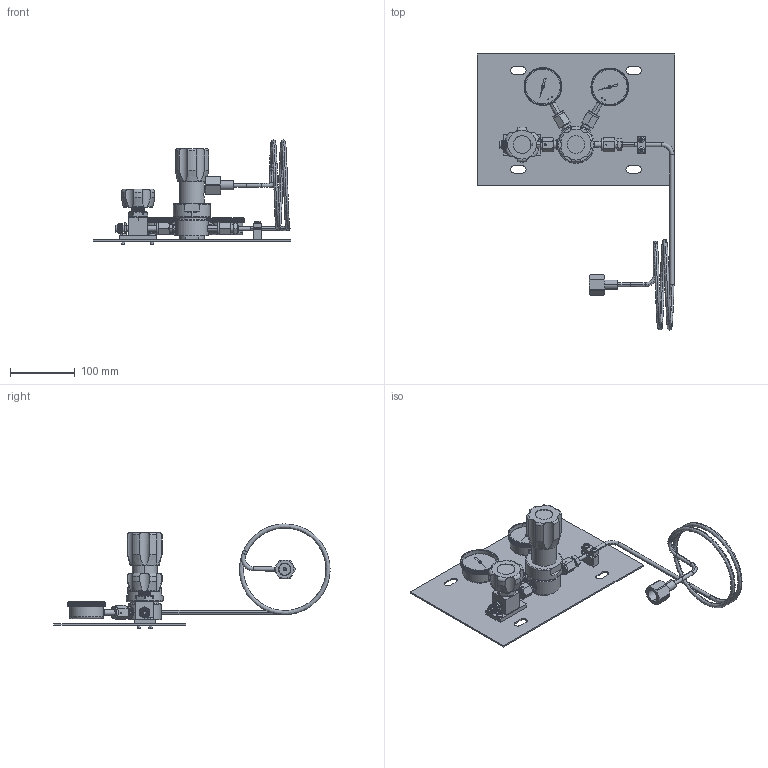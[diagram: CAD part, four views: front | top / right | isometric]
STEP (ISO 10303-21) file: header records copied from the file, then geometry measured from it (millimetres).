
FILE_DESCRIPTION((''),'2;1');
FILE_NAME('9001-9307-V-718_ASM','2020-12-15T13:58:35',('CRosado'),('MATHESON TRI-GAS'),'CREO PARAMETRIC BY PTC INC, 2018260','CREO PARAMETRIC BY PTC INC, 2018260','');
FILE_SCHEMA(('CONFIG_CONTROL_DESIGN'));
Length unit declared in the file: inch
Products named in the file (33): MPLA-0422-SA; MBLO-0107-AB; AP1010S_4PW_FV4_MV4_0_0_MATH_2; AP1010S_4PW_FV4_MV4_0_0_MATH_3; AP1010S_4PW_FV4_MV4_0_0_MATH_4; AP1010S_4PW_FV4_MV4_0_0_MATH_5; AP1010S_4PW_FV4_MV4_0_0_MATH_9; AP1010S_4PW_FV4_MV4_0_0_MATH_10; AP1010S_4PW_FV4_MV4_0_0_MATH_11; _AP1010S_4PW_FV4_MV4_0_0_MATH; S404-0415; MNUT-0033-SA; MREG-0450-SA_ASM; MVLV-0581-SA; MSPA-0014-AB; ____BODY_NONE; NEEDLE_NONE; GLAND_2; S404-0218; MGAG-0017-SA_ASM; MGAG-0023-SA_ASM; MSCR-0039-SZ; MPGT-0979-PT1; MPGT-0979-PT20001; MPGT-0979-PT2_ASM; MPGT-0979-PT30001; MPGT-0979-PT3_ASM; MGLN-0042-SA; MNUT-0046-SA; MCNN-0465-SA; MPGT-0979-SA_ASM; MSCR-0066-SZ; 9001-9307-V-718_ASM
Assembly tree (44 placements, depth 4):
  9001-9307-V-718_ASM
    MPLA-0422-SA
    MBLO-0107-AB
    MREG-0450-SA_ASM
      AP1010S_4PW_FV4_MV4_0_0_MATH_2
      AP1010S_4PW_FV4_MV4_0_0_MATH_3
      AP1010S_4PW_FV4_MV4_0_0_MATH_4
      AP1010S_4PW_FV4_MV4_0_0_MATH_5
      AP1010S_4PW_FV4_MV4_0_0_MATH_9
      AP1010S_4PW_FV4_MV4_0_0_MATH_10
      AP1010S_4PW_FV4_MV4_0_0_MATH_11
      _AP1010S_4PW_FV4_MV4_0_0_MATH
      S404-0415  x3
      MNUT-0033-SA
    MVLV-0581-SA
    MSPA-0014-AB
    MGAG-0017-SA_ASM
      ____BODY_NONE
      NEEDLE_NONE
      GLAND_2
      S404-0218
    MGAG-0023-SA_ASM
      ____BODY_NONE
      NEEDLE_NONE
      GLAND_2
      S404-0218
    MSCR-0039-SZ  x4
    MPGT-0979-SA_ASM
      MPGT-0979-PT1
      MPGT-0979-PT2_ASM
        MPGT-0979-PT20001
      MPGT-0979-PT3_ASM
        MPGT-0979-PT30001
      MGLN-0042-SA
      MNUT-0046-SA
      MCNN-0465-SA
    MSCR-0066-SZ  x4
Bounding box: 304.8 x 425.33 x 160.39 mm (x, y, z)
Volume: 617571.1 mm3; surface area: 295048.1 mm2
Topology: 40 solids, 48 shells, 3880 faces, 10447 edges, 6757 vertices
Faces by surface type: cylinder 2868, plane 432, cone 370, torus 154, sphere 54, bspline 2
Entity records: 81684 total; most frequent: CARTESIAN_POINT 17285, DIRECTION 14795, ORIENTED_EDGE 12936, EDGE_CURVE 6476, AXIS2_PLACEMENT_3D 6220, VERTEX_POINT 4154, CIRCLE 3633, EDGE_LOOP 2662
